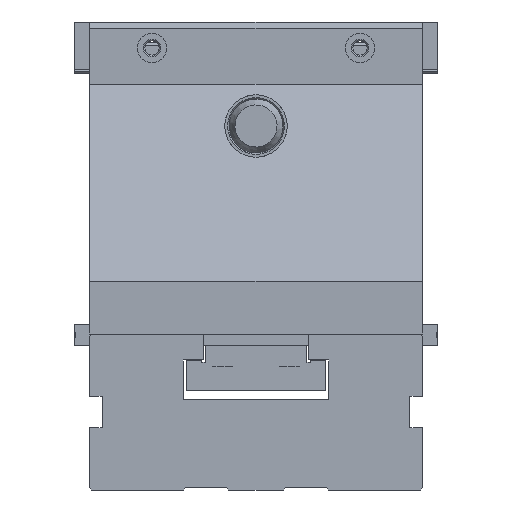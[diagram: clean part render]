
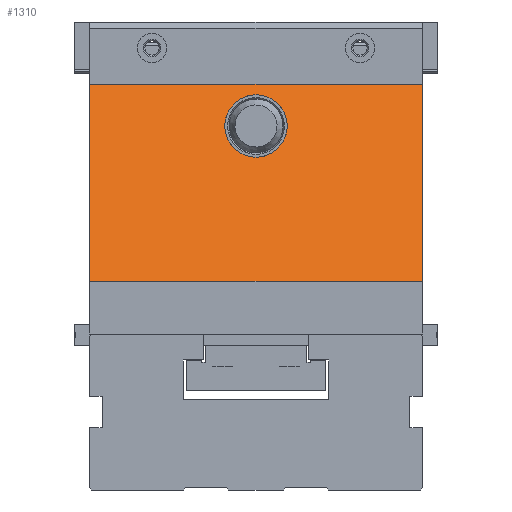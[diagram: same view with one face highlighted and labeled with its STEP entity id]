
A CAD part, front view. The second image highlights one B-rep face of the part: STEP entity #1310.
In plain terms, the highlighted planar face has unit normal (0, -0.866, 0.5).
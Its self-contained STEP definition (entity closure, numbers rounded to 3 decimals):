
#504=ELLIPSE('',#10720,17.32,15.);
#528=FACE_BOUND('',#2688,.T.);
#529=FACE_BOUND('',#2689,.T.);
#1310=ADVANCED_FACE('',(#528,#529),#1976,.T.);
#1976=PLANE('',#10721);
#2688=EDGE_LOOP('',(#4194));
#2689=EDGE_LOOP('',(#4195,#4196,#4197,#4198));
#4194=ORIENTED_EDGE('',*,*,#7731,.F.);
#4195=ORIENTED_EDGE('',*,*,#7657,.F.);
#4196=ORIENTED_EDGE('',*,*,#7726,.F.);
#4197=ORIENTED_EDGE('',*,*,#7675,.F.);
#4198=ORIENTED_EDGE('',*,*,#7716,.F.);
#6641=VERTEX_POINT('',#14756);
#6642=VERTEX_POINT('',#14758);
#6658=VERTEX_POINT('',#14792);
#6659=VERTEX_POINT('',#14794);
#6698=VERTEX_POINT('',#14901);
#7657=EDGE_CURVE('',#6641,#6642,#8930,.T.);
#7675=EDGE_CURVE('',#6658,#6659,#8947,.T.);
#7716=EDGE_CURVE('',#6642,#6658,#8974,.T.);
#7726=EDGE_CURVE('',#6659,#6641,#8981,.T.);
#7731=EDGE_CURVE('',#6698,#6698,#504,.T.);
#8930=LINE('',#14757,#9814);
#8947=LINE('',#14793,#9831);
#8974=LINE('',#14872,#9858);
#8981=LINE('',#14891,#9865);
#9814=VECTOR('',#11757,1.);
#9831=VECTOR('',#11778,1.);
#9858=VECTOR('',#11847,1.);
#9865=VECTOR('',#11866,1.);
#10720=AXIS2_PLACEMENT_3D('',#14900,#11877,#11878);
#10721=AXIS2_PLACEMENT_3D('',#14902,#11879,#11880);
#11757=DIRECTION('',(0.,-0.5,-0.866));
#11778=DIRECTION('',(0.,0.5,0.866));
#11847=DIRECTION('',(-1.,0.,0.));
#11866=DIRECTION('',(1.,0.,0.));
#11877=DIRECTION('',(0.,-0.866,0.5));
#11878=DIRECTION('',(0.,-0.5,-0.866));
#11879=DIRECTION('',(0.,-0.866,0.5));
#11880=DIRECTION('',(1.,0.,0.));
#14756=CARTESIAN_POINT('',(151.996,-153.183,236.843));
#14757=CARTESIAN_POINT('',(151.996,-201.261,153.569));
#14758=CARTESIAN_POINT('',(151.996,-207.883,142.099));
#14792=CARTESIAN_POINT('',(-8.004,-207.883,142.099));
#14793=CARTESIAN_POINT('',(-8.004,-201.261,153.569));
#14794=CARTESIAN_POINT('',(-8.004,-153.183,236.843));
#14872=CARTESIAN_POINT('',(71.996,-207.883,142.099));
#14891=CARTESIAN_POINT('',(151.996,-153.183,236.843));
#14900=CARTESIAN_POINT('',(71.996,-164.73,216.843));
#14901=CARTESIAN_POINT('',(71.996,-173.39,201.843));
#14902=CARTESIAN_POINT('',(71.996,-206.134,145.129));
